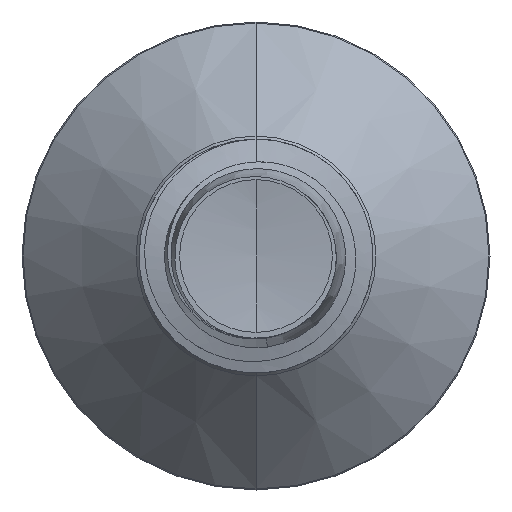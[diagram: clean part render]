
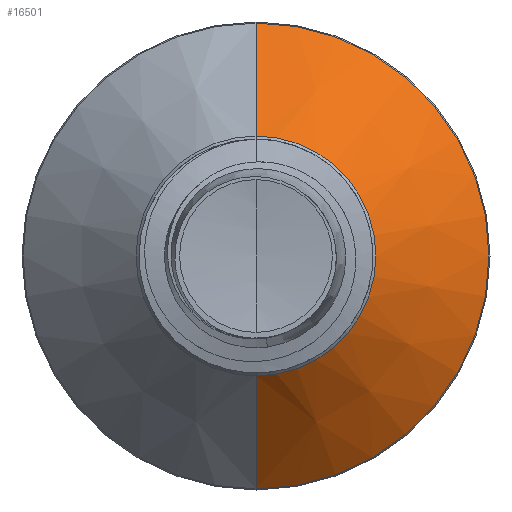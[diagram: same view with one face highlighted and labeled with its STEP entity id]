
A CAD part, front view. The second image highlights one B-rep face of the part: STEP entity #16501.
In plain terms, the highlighted conical face has half-angle 45 degrees and reference radius 2.563 mm.
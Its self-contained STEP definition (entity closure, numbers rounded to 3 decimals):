
#166 = CARTESIAN_POINT ( 'NONE',  ( 0., 4.313, 2.563 ) ) ;
#591 = ORIENTED_EDGE ( 'NONE', *, *, #3895, .T. ) ;
#637 = DIRECTION ( 'NONE',  ( 0., 0., 1. ) ) ;
#1082 = EDGE_CURVE ( 'NONE', #12620, #10615, #6974, .T. ) ;
#1574 = CARTESIAN_POINT ( 'NONE',  ( 0., 6.728, 0. ) ) ;
#1651 = VECTOR ( 'NONE', #5650, 1000. ) ;
#2647 = LINE ( 'NONE', #3727, #6145 ) ;
#2866 = DIRECTION ( 'NONE',  ( 0., 0., 1. ) ) ;
#3727 = CARTESIAN_POINT ( 'NONE',  ( 0., 4.313, -2.563 ) ) ;
#3895 = EDGE_CURVE ( 'NONE', #5947, #13220, #7556, .T. ) ;
#4561 = CARTESIAN_POINT ( 'NONE',  ( 0., 6.728, 4.978 ) ) ;
#4770 = EDGE_CURVE ( 'NONE', #5947, #12620, #8566, .T. ) ;
#5424 = EDGE_CURVE ( 'NONE', #13220, #10615, #2647, .T. ) ;
#5457 = CARTESIAN_POINT ( 'NONE',  ( 0., 6.728, -4.978 ) ) ;
#5650 = DIRECTION ( 'NONE',  ( 0., 0.707, 0.707 ) ) ;
#5947 = VERTEX_POINT ( 'NONE', #166 ) ;
#6145 = VECTOR ( 'NONE', #11514, 1000. ) ;
#6330 = DIRECTION ( 'NONE',  ( 0., 1., 0. ) ) ;
#6974 = CIRCLE ( 'NONE', #8913, 4.978 ) ;
#7556 = CIRCLE ( 'NONE', #14619, 2.563 ) ;
#8015 = EDGE_LOOP ( 'NONE', ( #591, #12884, #14494, #14779 ) ) ;
#8461 = DIRECTION ( 'NONE',  ( 0., 1., 0. ) ) ;
#8566 = LINE ( 'NONE', #9535, #1651 ) ;
#8913 = AXIS2_PLACEMENT_3D ( 'NONE', #1574, #10619, #2866 ) ;
#9535 = CARTESIAN_POINT ( 'NONE',  ( 0., 4.313, 2.563 ) ) ;
#10615 = VERTEX_POINT ( 'NONE', #5457 ) ;
#10619 = DIRECTION ( 'NONE',  ( 0., 1., 0. ) ) ;
#11480 = CONICAL_SURFACE ( 'NONE', #15729, 2.563, 0.785 ) ;
#11514 = DIRECTION ( 'NONE',  ( 0., 0.707, -0.707 ) ) ;
#12222 = CARTESIAN_POINT ( 'NONE',  ( 0., 4.313, -2.563 ) ) ;
#12620 = VERTEX_POINT ( 'NONE', #4561 ) ;
#12884 = ORIENTED_EDGE ( 'NONE', *, *, #5424, .T. ) ;
#13220 = VERTEX_POINT ( 'NONE', #12222 ) ;
#14494 = ORIENTED_EDGE ( 'NONE', *, *, #1082, .F. ) ;
#14619 = AXIS2_PLACEMENT_3D ( 'NONE', #16242, #8461, #637 ) ;
#14779 = ORIENTED_EDGE ( 'NONE', *, *, #4770, .F. ) ;
#15361 = CARTESIAN_POINT ( 'NONE',  ( 0., 4.313, 0. ) ) ;
#15408 = DIRECTION ( 'NONE',  ( 0., 0., 1. ) ) ;
#15729 = AXIS2_PLACEMENT_3D ( 'NONE', #15361, #6330, #15408 ) ;
#15783 = FACE_OUTER_BOUND ( 'NONE', #8015, .T. ) ;
#16242 = CARTESIAN_POINT ( 'NONE',  ( 0., 4.313, 0. ) ) ;
#16501 = ADVANCED_FACE ( 'NONE', ( #15783 ), #11480, .T. ) ;
